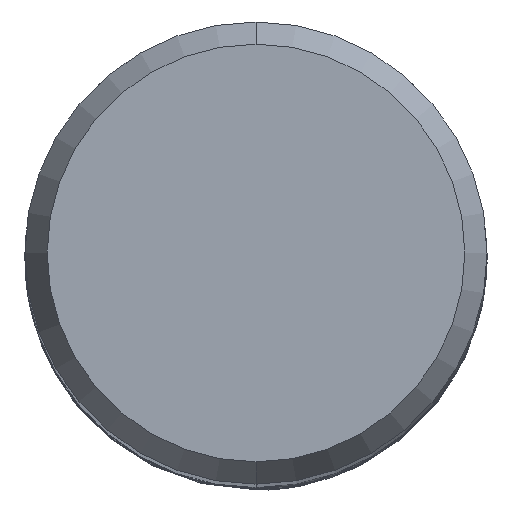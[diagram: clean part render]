
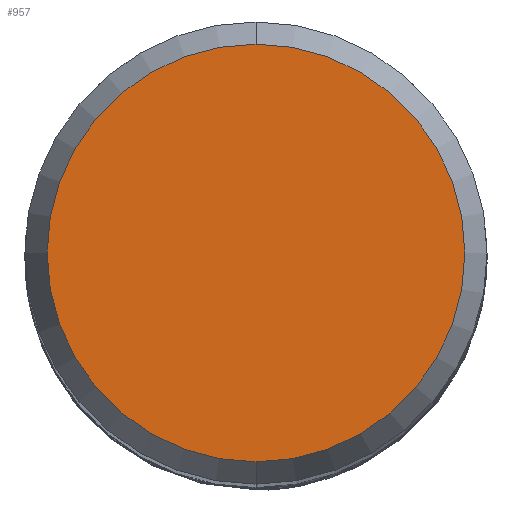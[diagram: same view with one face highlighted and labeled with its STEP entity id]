
A CAD part, top view. The second image highlights one B-rep face of the part: STEP entity #957.
In plain terms, the highlighted planar face has unit normal (0, 0, 1).
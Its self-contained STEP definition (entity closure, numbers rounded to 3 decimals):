
#957=ADVANCED_FACE('',(#2219),#2220,.T.);
#1059=EDGE_CURVE('',#1335,#1543,#2333,.T.);
#1335=VERTEX_POINT('',#2628);
#1485=EDGE_CURVE('',#1543,#1335,#2793,.T.);
#1543=VERTEX_POINT('',#2855);
#2219=FACE_OUTER_BOUND('',#7602,.T.);
#2220=PLANE('',#7603);
#2333=CIRCLE('',#9882,5.423);
#2628=CARTESIAN_POINT('',(0.,-5.423,0.0));
#2793=CIRCLE('',#17648,5.423);
#2855=CARTESIAN_POINT('',(0.0,5.423,0.0));
#7602=EDGE_LOOP('',(#24024,#24025));
#7603=AXIS2_PLACEMENT_3D('',#24026,#24027,#24028);
#9882=AXIS2_PLACEMENT_3D('',#24132,#24133,#24134);
#17648=AXIS2_PLACEMENT_3D('',#24543,#24544,#24545);
#24024=ORIENTED_EDGE('',*,*,#1485,.F.);
#24025=ORIENTED_EDGE('',*,*,#1059,.F.);
#24026=CARTESIAN_POINT('',(0.0,2.711,0.0));
#24027=DIRECTION('',(-0.0,0.0,1.0));
#24028=DIRECTION('',(0.0,-1.0,0.0));
#24132=CARTESIAN_POINT('',(0.0,0.0,0.0));
#24133=DIRECTION('',(0.0,0.0,-1.0));
#24134=DIRECTION('',(0.0,1.0,0.0));
#24543=CARTESIAN_POINT('',(0.0,0.0,0.0));
#24544=DIRECTION('',(0.0,0.0,-1.0));
#24545=DIRECTION('',(0.0,1.0,0.0));
